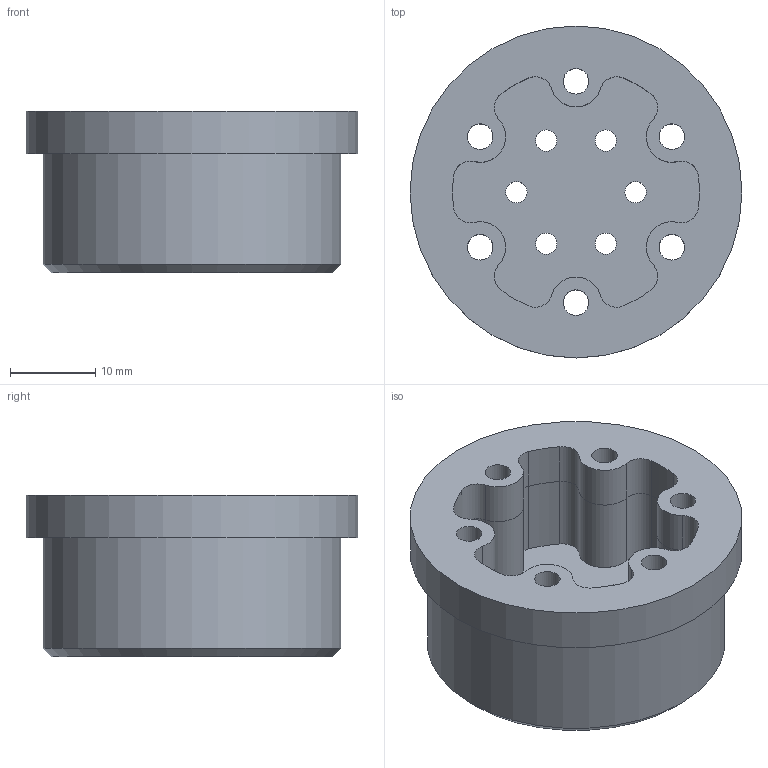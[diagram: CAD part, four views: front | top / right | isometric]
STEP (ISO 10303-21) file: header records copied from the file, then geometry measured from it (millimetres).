
FILE_DESCRIPTION(/* description */ (''),/* implementation_level */ '2;1');
FILE_NAME(/* name */ 'GripperMount.stp',/* time_stamp */ '2015-09-23T20:50:39+02:00',/* author */ ('4ndreas'),/* organization */ (''),/* preprocessor_version */ 'ST-DEVELOPER v16.1',/* originating_system */ 'Autodesk Inventor 2016',/* authorisation */ '');
FILE_SCHEMA (('AUTOMOTIVE_DESIGN { 1 0 10303 214 3 1 1 }'));
Length unit declared in the file: millimetre
Products named in the file (3): GripperMount; GripperMountPlate; GripperMount_1
Assembly tree (2 placements, depth 2):
  GripperMount_1
    GripperMount
    GripperMountPlate
Bounding box: 39 x 39 x 19 mm (x, y, z)
Volume: 10358.9 mm3; surface area: 8247.1 mm2
Topology: 2 solids, 2 shells, 118 faces, 329 edges, 223 vertices
Faces by surface type: cylinder 69, plane 48, cone 1
Full cylindrical faces by diameter (mm): 2.5 x6, 3 x12, 19 x1, 35 x1, 39 x1
Entity records: 3790 total; most frequent: DIRECTION 680, CARTESIAN_POINT 629, ORIENTED_EDGE 590, EDGE_CURVE 295, AXIS2_PLACEMENT_3D 262, VERTEX_POINT 211, EDGE_LOOP 186, LINE 156
